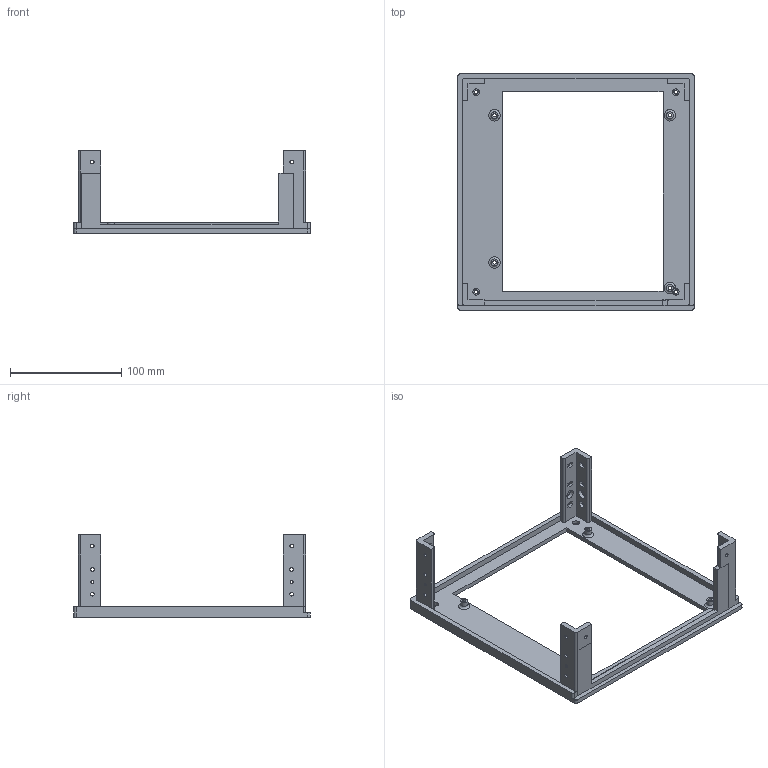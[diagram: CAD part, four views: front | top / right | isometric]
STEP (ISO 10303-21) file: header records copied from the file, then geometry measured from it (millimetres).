
FILE_DESCRIPTION(('HOOPS Exchange Step'),'2;1');
FILE_NAME('temp_export','2025-09-13T18:28:52+02:00',('cb'),('Shapr3D Limited'),'HOOPS Exchange 2025.5','Shapr3D','Authorized');
FILE_SCHEMA( ('AP242_MANAGED_MODEL_BASED_3D_ENGINEERING_MIM_LF {1 0 10303 442 1 1 4}') );
Length unit declared in the file: millimetre
Products named in the file (1): Ext-ITX-1U
Bounding box: 212 x 212 x 74.1 mm (x, y, z)
Volume: 140098 mm3; surface area: 75834.9 mm2
Topology: 1 solids, 1 shells, 288 faces, 813 edges, 557 vertices
Faces by surface type: plane 207, cylinder 72, torus 5, bspline 3, sphere 1
Full cylindrical faces by diameter (mm): 2.5 x6, 3 x4, 3.2 x24, 6 x4, 6.2 x4, 8.25 x6
Entity records: 10070 total; most frequent: CARTESIAN_POINT 2192, ORIENTED_EDGE 1620, DIRECTION 1600, EDGE_CURVE 810, VECTOR 578, LINE 578, VERTEX_POINT 557, AXIS2_PLACEMENT_3D 511
